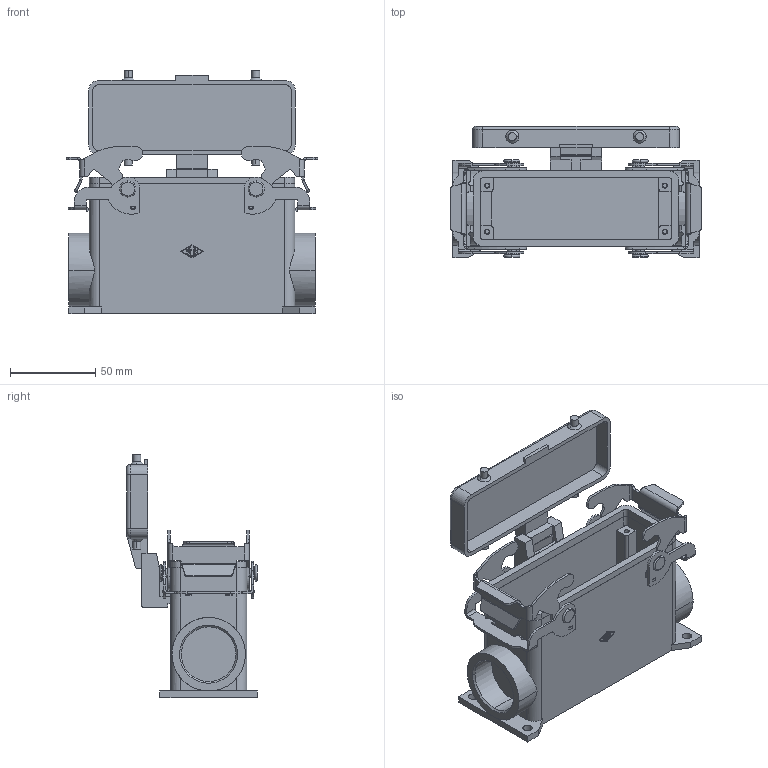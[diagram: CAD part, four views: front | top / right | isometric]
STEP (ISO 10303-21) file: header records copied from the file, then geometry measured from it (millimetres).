
FILE_DESCRIPTION(('Creo Elements/Direct Modeling STEP Export'),'2;1');
FILE_NAME('0ln7uvk4a9n9miu5016','2017-04-19T14:38:52',(''),(''),'PTC Creo Elements/Direct Modeling STEP processor for AP214 (Solid Model)','PTC Creo Elements/Direct Modeling 19.0E 27-Jun-2016 (C) Parametric Technology GmbH','');
FILE_SCHEMA(('AUTOMOTIVE_DESIGN { 1 0 10303 214 1 1 1 1 }'));
Length unit declared in the file: millimetre
Products named in the file (2): M7AP_24_S32
Assembly tree (1 placements, depth 2):
  M7AP_24_S32
    M7AP_24_S32
Bounding box: 146.97 x 76.5 x 142.5 mm (x, y, z)
Volume: 199195.6 mm3; surface area: 106754 mm2
Topology: 1 solids, 1 shells, 719 faces, 1999 edges, 1314 vertices
Faces by surface type: plane 363, cylinder 298, bspline 28, torus 18, cone 12
Entity records: 33791 total; most frequent: CARTESIAN_POINT 9594, ORIENTED_EDGE 4002, DIRECTION 3702, EDGE_CURVE 1999, VERTEX_POINT 1314, VECTOR 1250, LINE 1250, AXIS2_PLACEMENT_3D 1226
